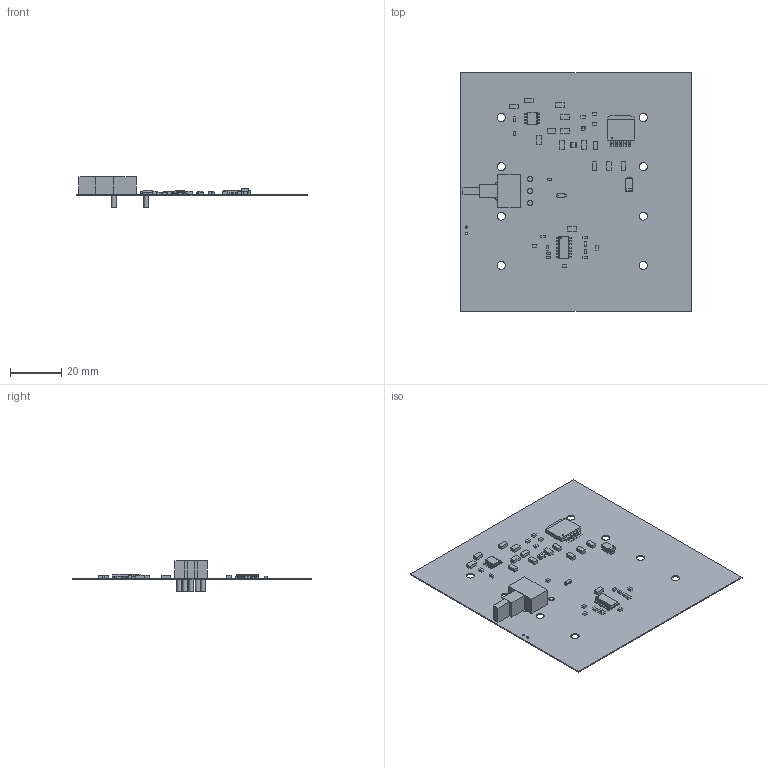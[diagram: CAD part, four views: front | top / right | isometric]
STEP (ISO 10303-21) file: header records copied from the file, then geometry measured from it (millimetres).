
FILE_DESCRIPTION(('Open CASCADE Model'),'2;1');
FILE_NAME('Open CASCADE Shape Model','2022-05-16T12:30:53',('Author'),( 'Open CASCADE'),'Open CASCADE STEP processor 6.8','Open CASCADE 6.8' ,'Unknown');
FILE_SCHEMA(('AUTOMOTIVE_DESIGN { 1 0 10303 214 1 1 1 1 }'));
Length unit declared in the file: millimetre
Products named in the file (1): PCB
Bounding box: 90.35 x 93.42 x 11.96 mm (x, y, z)
Volume: 5164.6 mm3; surface area: 20069.9 mm2
Topology: 95 solids, 273 shells, 959 faces, 2543 edges, 1952 vertices
Faces by surface type: plane 761, cylinder 184, sphere 14
Full cylindrical faces by diameter (mm): 0.142 x1, 0.487 x1, 0.533 x1, 0.9 x2, 1.9 x25, 2.1 x5, 3.2 x8
Entity records: 31820 total; most frequent: CARTESIAN_POINT 5869, DIRECTION 4825, ORIENTED_EDGE 4238, EDGE_CURVE 2543, LINE 2105, VECTOR 2105, VERTEX_POINT 1952, AXIS2_PLACEMENT_3D 1360
